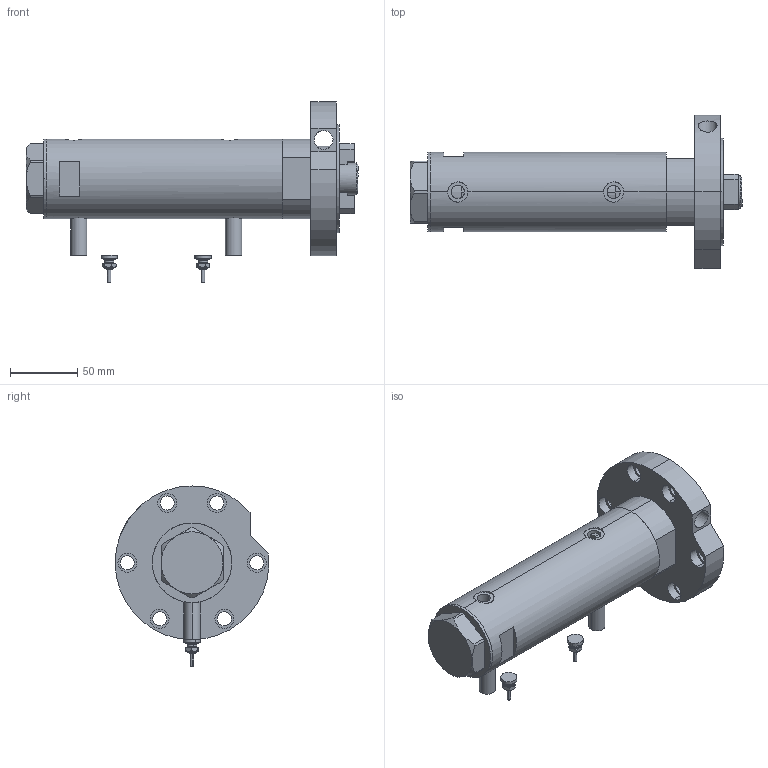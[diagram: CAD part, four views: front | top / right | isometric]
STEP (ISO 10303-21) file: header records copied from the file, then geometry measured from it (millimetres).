
FILE_DESCRIPTION (( 'STEP AP203' ), '1' );
FILE_NAME ('bd15.STEP', '2024-02-11T08:34:58', ( '' ), ( '' ), 'SwSTEP 2.0', 'SolidWorks 2019', '' );
FILE_SCHEMA (( 'CONFIG_CONTROL_DESIGN' ));
Length unit declared in the file: millimetre
Products named in the file (8): V270CG_RF211D b6cead2abf3d816c29c72bf5b02586a2; V270CG_FRONT b6cead2abf3d816c29c72bf5b02586a2; V270CG_RF211E b6cead2abf3d816c29c72bf5b02586a2; V270CG_BACK b6cead2abf3d816c29c72bf5b02586a2; bd15; V270CG_MIDDLE b6cead2abf3d816c29c72bf5b02586a2; V270CG_VC b6cead2abf3d816c29c72bf5b02586a2; Switch b6cead2abf3d816c29c72bf5b02586a2
Assembly tree (9 placements, depth 2):
  bd15
    V270CG_MIDDLE b6cead2abf3d816c29c72bf5b02586a2
    V270CG_BACK b6cead2abf3d816c29c72bf5b02586a2
    V270CG_FRONT b6cead2abf3d816c29c72bf5b02586a2
    V270CG_VC b6cead2abf3d816c29c72bf5b02586a2
    V270CG_RF211D b6cead2abf3d816c29c72bf5b02586a2  x2
    V270CG_RF211E b6cead2abf3d816c29c72bf5b02586a2
    Switch b6cead2abf3d816c29c72bf5b02586a2  x2
Bounding box: 246.2 x 113.92 x 133.6 mm (x, y, z)
Volume: 721593.7 mm3; surface area: 154810.6 mm2
Topology: 9 solids, 9 shells, 296 faces, 665 edges, 415 vertices
Faces by surface type: cylinder 118, plane 114, cone 40, torus 24
Entity records: 8282 total; most frequent: CARTESIAN_POINT 2051, DIRECTION 1197, ORIENTED_EDGE 1042, EDGE_CURVE 521, AXIS2_PLACEMENT_3D 496, VERTEX_POINT 327, EDGE_LOOP 282, CIRCLE 254
